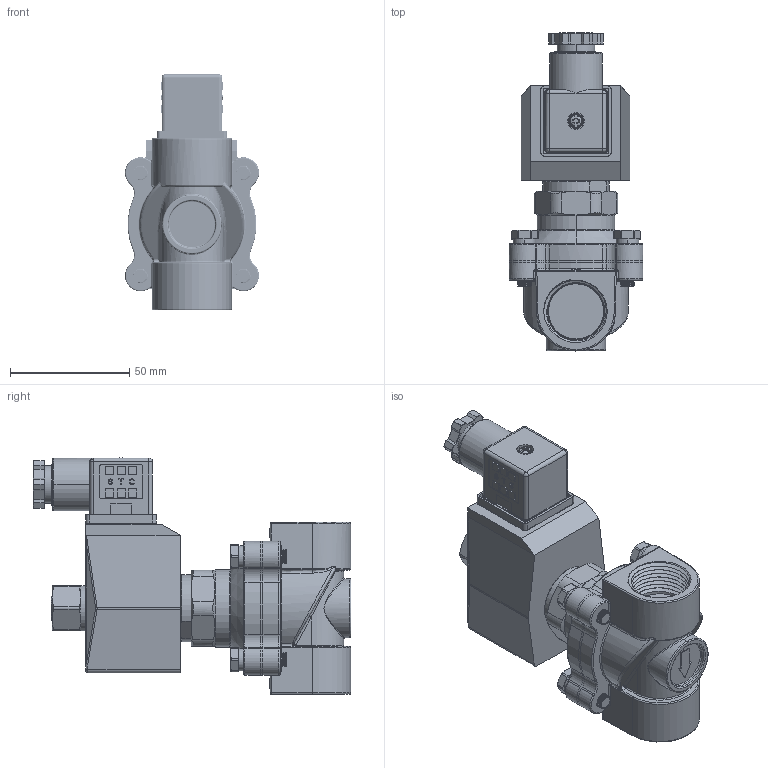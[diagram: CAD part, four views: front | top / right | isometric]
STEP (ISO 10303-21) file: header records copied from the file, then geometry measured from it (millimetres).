
FILE_DESCRIPTION (( 'STEP AP214' ), '1' );
FILE_NAME ('2SO200-3-4.STEP', '2018-11-08T19:32:36', ( '' ), ( '' ), 'SwSTEP 2.0', 'SolidWorks 2016', '' );
FILE_SCHEMA (( 'AUTOMOTIVE_DESIGN' ));
Length unit declared in the file: millimetre
Products named in the file (1): 2SO200-3-4
Bounding box: 56.11 x 133.11 x 99.05 mm (x, y, z)
Volume: 238732.3 mm3; surface area: 82524.1 mm2
Topology: 25 solids, 25 shells, 1834 faces, 4980 edges, 3236 vertices
Faces by surface type: cylinder 745, plane 689, bspline 161, cone 127, torus 85, sphere 27
Entity records: 134292 total; most frequent: CARTESIAN_POINT 71283, ORIENTED_EDGE 9928, DIRECTION 7510, EDGE_CURVE 4964, VERTEX_POINT 3236, AXIS2_PLACEMENT_3D 2546, VECTOR 2418, LINE 2418
